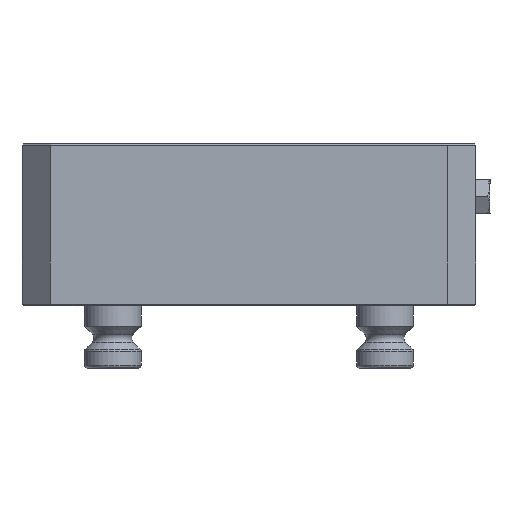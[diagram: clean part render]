
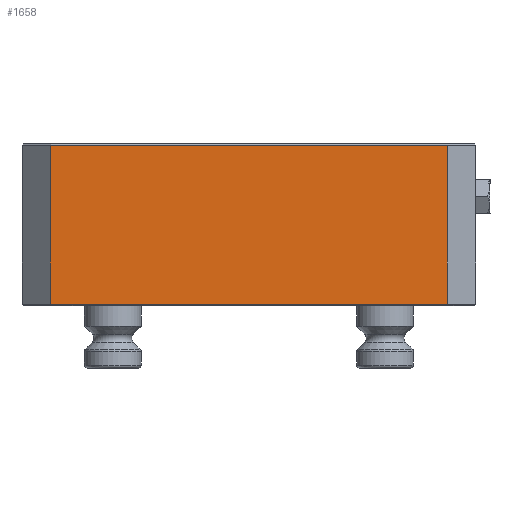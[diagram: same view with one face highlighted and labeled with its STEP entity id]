
A CAD part, left-side view. The second image highlights one B-rep face of the part: STEP entity #1658.
In plain terms, the highlighted planar face has unit normal (-1, 0, 0).
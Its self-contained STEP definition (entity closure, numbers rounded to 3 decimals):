
#1619=CARTESIAN_POINT('',(-62.5,-77.,-91.3));
#1620=DIRECTION('',(1.0,0.,0.0));
#1621=DIRECTION('',(0.,1.0,0.0));
#1622=AXIS2_PLACEMENT_3D('',#1619,#1620,#1621);
#1623=PLANE('',#1622);
#1624=CARTESIAN_POINT('',(-62.5,70.,-32.5));
#1625=VERTEX_POINT('',#1624);
#1626=CARTESIAN_POINT('',(-62.5,70.,-88.5));
#1627=VERTEX_POINT('',#1626);
#1628=CARTESIAN_POINT('',(-62.5,70.,-32.5));
#1629=DIRECTION('',(0.0,0.0,-1.0));
#1630=VECTOR('',#1629,1.0);
#1631=LINE('',#1628,#1630);
#1632=EDGE_CURVE('',#1625,#1627,#1631,.T.);
#1633=ORIENTED_EDGE('',*,*,#1632,.T.);
#1634=CARTESIAN_POINT('',(-62.5,-70.,-88.5));
#1635=VERTEX_POINT('',#1634);
#1636=CARTESIAN_POINT('',(-62.5,70.,-88.5));
#1637=DIRECTION('',(0.0,-1.0,0.0));
#1638=VECTOR('',#1637,1.0);
#1639=LINE('',#1636,#1638);
#1640=EDGE_CURVE('',#1627,#1635,#1639,.T.);
#1641=ORIENTED_EDGE('',*,*,#1640,.T.);
#1642=CARTESIAN_POINT('',(-62.5,-70.,-32.5));
#1643=VERTEX_POINT('',#1642);
#1644=CARTESIAN_POINT('',(-62.5,-70.,-88.5));
#1645=DIRECTION('',(0.0,0.0,1.0));
#1646=VECTOR('',#1645,1.0);
#1647=LINE('',#1644,#1646);
#1648=EDGE_CURVE('',#1635,#1643,#1647,.T.);
#1649=ORIENTED_EDGE('',*,*,#1648,.T.);
#1650=CARTESIAN_POINT('',(-62.5,-70.,-32.5));
#1651=DIRECTION('',(0.0,1.0,0.0));
#1652=VECTOR('',#1651,1.0);
#1653=LINE('',#1650,#1652);
#1654=EDGE_CURVE('',#1643,#1625,#1653,.T.);
#1655=ORIENTED_EDGE('',*,*,#1654,.T.);
#1656=EDGE_LOOP('',(#1633,#1641,#1649,#1655));
#1657=FACE_OUTER_BOUND('',#1656,.T.);
#1658=ADVANCED_FACE('',(#1657),#1623,.F.);
